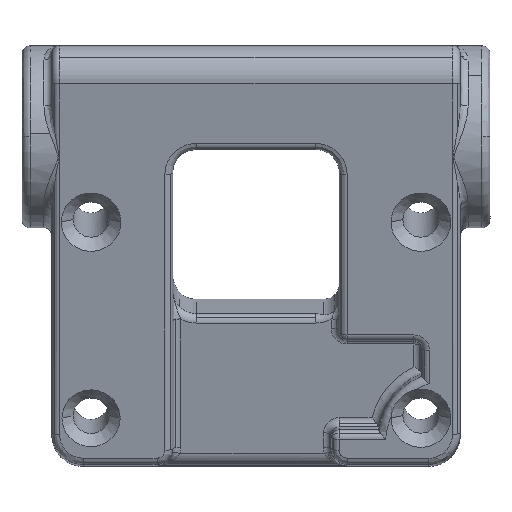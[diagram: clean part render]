
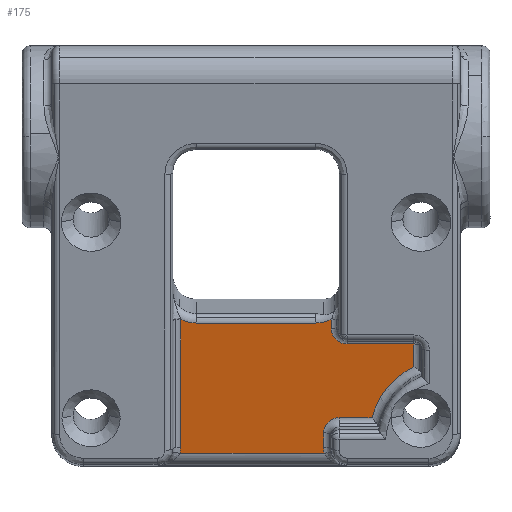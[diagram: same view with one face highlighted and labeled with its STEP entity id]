
A CAD part, top view. The second image highlights one B-rep face of the part: STEP entity #175.
In plain terms, the highlighted planar face has unit normal (0, -0.225, 0.974).
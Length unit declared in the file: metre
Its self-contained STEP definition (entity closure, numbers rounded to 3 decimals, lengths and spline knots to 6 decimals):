
#175=ADVANCED_FACE('1:3538',(#484),#485,.T.);
#484=FACE_OUTER_BOUND('',#2852,.T.);
#485=PLANE('',#2853);
#2852=EDGE_LOOP('',(#5162,#5163,#5164,#5165,#5166,#5167,#5168,#5169,#5170,#5171,#5172,#5173,#5174,#5175,#5176));
#2853=AXIS2_PLACEMENT_3D('',#5177,#5178,#5179);
#5162=ORIENTED_EDGE('',*,*,#5903,.F.);
#5163=ORIENTED_EDGE('',*,*,#5902,.F.);
#5164=ORIENTED_EDGE('',*,*,#5910,.F.);
#5165=ORIENTED_EDGE('',*,*,#5911,.F.);
#5166=ORIENTED_EDGE('',*,*,#5631,.F.);
#5167=ORIENTED_EDGE('',*,*,#5912,.F.);
#5168=ORIENTED_EDGE('',*,*,#5913,.F.);
#5169=ORIENTED_EDGE('',*,*,#5914,.F.);
#5170=ORIENTED_EDGE('',*,*,#5564,.F.);
#5171=ORIENTED_EDGE('',*,*,#5561,.F.);
#5172=ORIENTED_EDGE('',*,*,#5915,.F.);
#5173=ORIENTED_EDGE('',*,*,#5916,.F.);
#5174=ORIENTED_EDGE('',*,*,#5917,.T.);
#5175=ORIENTED_EDGE('',*,*,#5918,.F.);
#5176=ORIENTED_EDGE('',*,*,#5907,.F.);
#5177=CARTESIAN_POINT('',(-0.002807,-0.070208,0.063663));
#5178=DIRECTION('',(0.,-0.225,0.974));
#5179=DIRECTION('',(-1.0,0.,0.));
#5561=EDGE_CURVE('1:4195',#6024,#6016,#6026,.T.);
#5564=EDGE_CURVE('1:4192',#6016,#6030,#6031,.T.);
#5631=EDGE_CURVE('1:4180',#6157,#6159,#6160,.T.);
#5902=EDGE_CURVE('1:4147',#6590,#6594,#6596,.T.);
#5903=EDGE_CURVE('1:4156',#6594,#6597,#6598,.T.);
#5907=EDGE_CURVE('1:4165',#6597,#6602,#6603,.T.);
#5910=EDGE_CURVE('1:4174',#6606,#6590,#6607,.T.);
#5911=EDGE_CURVE('1:4177',#6159,#6606,#6608,.T.);
#5912=EDGE_CURVE('1:4183',#6609,#6157,#6610,.T.);
#5913=EDGE_CURVE('1:4186',#6611,#6609,#6612,.T.);
#5914=EDGE_CURVE('1:4189',#6030,#6611,#6613,.T.);
#5915=EDGE_CURVE('1:4198',#6614,#6024,#6615,.T.);
#5916=EDGE_CURVE('1:4201',#6616,#6614,#6617,.T.);
#5917=EDGE_CURVE('1:4204',#6616,#6618,#6619,.F.);
#5918=EDGE_CURVE('1:4207',#6602,#6618,#6620,.T.);
#6016=VERTEX_POINT('',#6773);
#6024=VERTEX_POINT('',#6782);
#6026=LINE('',#6784,#6785);
#6030=VERTEX_POINT('',#6790);
#6031=LINE('',#6791,#6792);
#6157=VERTEX_POINT('',#6967);
#6159=VERTEX_POINT('',#6969);
#6160=LINE('',#6970,#6971);
#6590=VERTEX_POINT('',#7919);
#6594=VERTEX_POINT('',#7923);
#6596=ELLIPSE('',#7925,0.001553,0.0015);
#6597=VERTEX_POINT('',#7926);
#6598=LINE('',#7927,#7928);
#6602=VERTEX_POINT('',#7970);
#6603=CIRCLE('',#7971,0.002);
#6606=VERTEX_POINT('',#7974);
#6607=LINE('',#7975,#7976);
#6608=ELLIPSE('',#7977,0.001553,0.0015);
#6609=VERTEX_POINT('',#7978);
#6610=CIRCLE('',#7979,0.001);
#6611=VERTEX_POINT('',#7980);
#6612=LINE('',#7981,#7982);
#6613=CIRCLE('',#7983,0.005);
#6614=VERTEX_POINT('',#7984);
#6615=CIRCLE('',#7985,0.001);
#6616=VERTEX_POINT('',#7986);
#6617=LINE('',#7987,#7988);
#6618=VERTEX_POINT('',#7989);
#6619=CIRCLE('',#7990,0.002);
#6620=LINE('',#7991,#7992);
#6773=CARTESIAN_POINT('',(-0.021257,-0.075633,0.06241));
#6782=CARTESIAN_POINT('',(-0.025507,-0.075633,0.06241));
#6784=CARTESIAN_POINT('',(-0.014518,-0.075633,0.06241));
#6785=VECTOR('',#8229,1.0);
#6790=CARTESIAN_POINT('',(-0.021257,-0.077088,0.062075));
#6791=CARTESIAN_POINT('',(-0.021257,-0.073348,0.062938));
#6792=VECTOR('',#8234,1.0);
#6967=CARTESIAN_POINT('',(-0.027007,-0.081289,0.061105));
#6969=CARTESIAN_POINT('',(-0.027007,-0.082203,0.060894));
#6970=CARTESIAN_POINT('',(-0.027007,-0.075835,0.062364));
#6971=VECTOR('',#8369,1.);
#7919=CARTESIAN_POINT('',(-0.036158,-0.082594,0.060803));
#7923=CARTESIAN_POINT('',(-0.036107,-0.082203,0.060894));
#7925=AXIS2_PLACEMENT_3D('',#8926,#8927,#8928);
#7926=CARTESIAN_POINT('',(-0.036107,-0.07404,0.062778));
#7927=CARTESIAN_POINT('',(-0.036107,-0.073497,0.062904));
#7928=VECTOR('',#8929,1.0);
#7970=CARTESIAN_POINT('',(-0.035107,-0.074301,0.062718));
#7971=AXIS2_PLACEMENT_3D('',#8933,#8934,#8935);
#7974=CARTESIAN_POINT('',(-0.026955,-0.082594,0.060803));
#7975=CARTESIAN_POINT('',(-0.017057,-0.082594,0.060803));
#7976=VECTOR('',#8942,1.0);
#7977=AXIS2_PLACEMENT_3D('',#8943,#8944,#8945);
#7978=CARTESIAN_POINT('',(-0.026007,-0.080315,0.06133));
#7979=AXIS2_PLACEMENT_3D('',#8946,#8947,#8948);
#7980=CARTESIAN_POINT('',(-0.023916,-0.080315,0.06133));
#7981=CARTESIAN_POINT('',(-0.013191,-0.080315,0.06133));
#7982=VECTOR('',#8949,1.0);
#7983=AXIS2_PLACEMENT_3D('',#8950,#8951,#8952);
#7984=CARTESIAN_POINT('',(-0.026507,-0.074659,0.062635));
#7985=AXIS2_PLACEMENT_3D('',#8953,#8954,#8955);
#7986=CARTESIAN_POINT('',(-0.026507,-0.07404,0.062778));
#7987=CARTESIAN_POINT('',(-0.026507,-0.073497,0.062904));
#7988=VECTOR('',#8956,1.0);
#7989=CARTESIAN_POINT('',(-0.027507,-0.074301,0.062718));
#7990=AXIS2_PLACEMENT_3D('',#8957,#8958,#8959);
#7991=CARTESIAN_POINT('',(-0.017057,-0.074301,0.062718));
#7992=VECTOR('',#8960,1.0);
#8229=DIRECTION('',(1.0,0.,0.));
#8234=DIRECTION('',(0.,-0.974,-0.225));
#8369=DIRECTION('',(0.,-0.974,-0.225));
#8926=CARTESIAN_POINT('',(-0.037607,-0.082203,0.060894));
#8927=DIRECTION('',(0.,-0.225,0.974));
#8928=DIRECTION('',(0.,-0.974,-0.225));
#8929=DIRECTION('',(0.,0.974,0.225));
#8933=CARTESIAN_POINT('',(-0.035107,-0.072352,0.063168));
#8934=DIRECTION('',(0.,-0.225,0.974));
#8935=DIRECTION('',(-0.707,-0.689,-0.159));
#8942=DIRECTION('',(-1.0,0.,0.));
#8943=CARTESIAN_POINT('',(-0.025507,-0.082203,0.060894));
#8944=DIRECTION('',(0.,-0.225,0.974));
#8945=DIRECTION('',(0.,-0.974,-0.225));
#8946=CARTESIAN_POINT('',(-0.026007,-0.081289,0.061105));
#8947=DIRECTION('',(0.,-0.225,0.974));
#8948=DIRECTION('',(-0.707,0.689,0.159));
#8949=DIRECTION('',(-1.0,0.,0.));
#8950=CARTESIAN_POINT('',(-0.019057,-0.081462,0.061065));
#8951=DIRECTION('',(0.,-0.225,0.974));
#8952=DIRECTION('',(-0.786,0.603,0.139));
#8953=CARTESIAN_POINT('',(-0.025507,-0.074659,0.062635));
#8954=DIRECTION('',(0.,-0.225,0.974));
#8955=DIRECTION('',(-0.707,-0.689,-0.159));
#8956=DIRECTION('',(0.,-0.974,-0.225));
#8957=CARTESIAN_POINT('',(-0.027507,-0.072352,0.063168));
#8958=DIRECTION('',(0.,-0.225,0.974));
#8959=DIRECTION('',(1.0,0.,0.));
#8960=DIRECTION('',(1.0,0.,0.));
